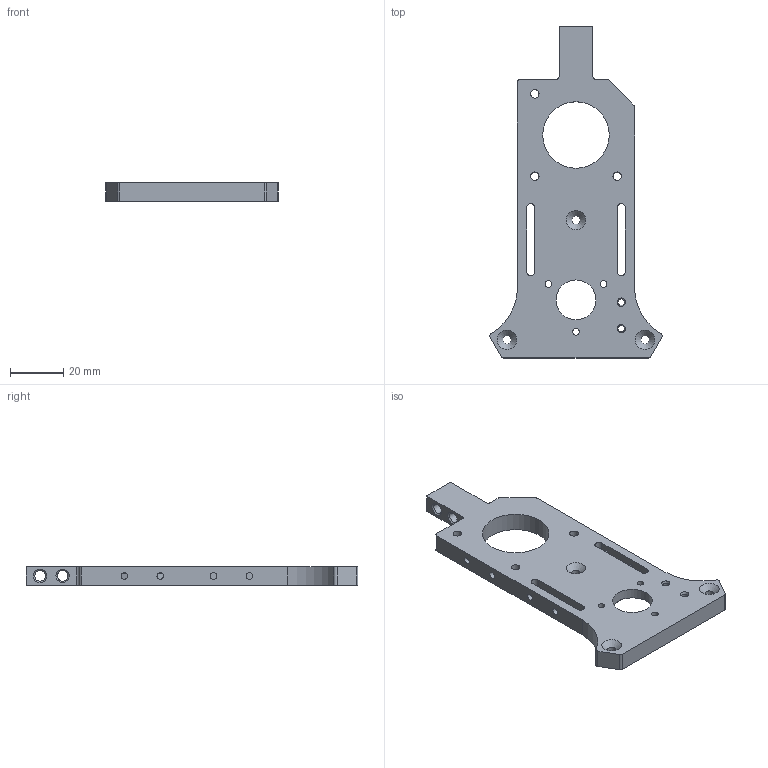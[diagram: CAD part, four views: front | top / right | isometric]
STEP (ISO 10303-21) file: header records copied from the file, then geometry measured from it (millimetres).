
FILE_DESCRIPTION(/* description */ (''),/* implementation_level */ '2;1');
FILE_NAME(/* name */ 'bondtech_groovemount_extruder_machined_tool_plate_v3.step',/* time_stamp */ '2020-08-24T17:07:55-06:00',/* author */ (''),/* organization */ (''),/* preprocessor_version */ 'ST-DEVELOPER v18.1',/* originating_system */ 'Autodesk Translation Framework v9.3.0.1241',/* authorisation */ '');
FILE_SCHEMA (('AUTOMOTIVE_DESIGN { 1 0 10303 214 3 1 1 }'));
Length unit declared in the file: millimetre
Products named in the file (1): bondtech_groovemount_extruder_may_29_2020_base_tool_plate_tool plate
Bounding box: 64.89 x 124.83 x 7 mm (x, y, z)
Volume: 21713.2 mm3; surface area: 15587 mm2
Topology: 1 solids, 1 shells, 158 faces, 429 edges, 284 vertices
Faces by surface type: cylinder 89, plane 57, cone 9, sphere 3
Full cylindrical faces by diameter (mm): 2.5 x13, 3.2 x10, 4 x2, 15 x1, 25 x1, 31 x1
Entity records: 5240 total; most frequent: DIRECTION 941, CARTESIAN_POINT 916, ORIENTED_EDGE 858, EDGE_CURVE 429, AXIS2_PLACEMENT_3D 356, VERTEX_POINT 284, LINE 229, VECTOR 229
